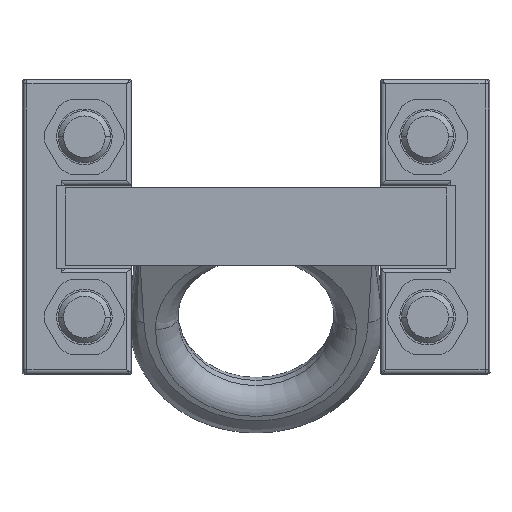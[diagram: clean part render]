
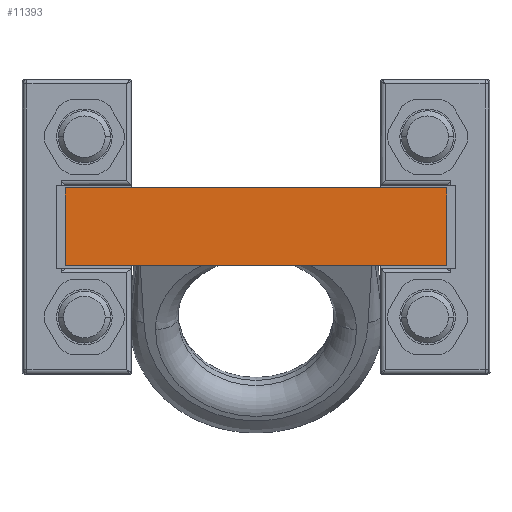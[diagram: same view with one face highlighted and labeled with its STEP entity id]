
A CAD part, front view. The second image highlights one B-rep face of the part: STEP entity #11393.
In plain terms, the highlighted planar face has unit normal (0, -1, 0).
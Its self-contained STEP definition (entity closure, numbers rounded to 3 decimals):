
#11299=DIRECTION('',(0.,0.,-1.));
#11300=VECTOR('',#11299,45.);
#11301=CARTESIAN_POINT('',(-110.,0.,22.5));
#11302=LINE('',#11301,#11300);
#11315=DIRECTION('',(1.,0.,0.));
#11316=VECTOR('',#11315,220.);
#11317=CARTESIAN_POINT('',(-110.,0.,22.5));
#11318=LINE('',#11317,#11316);
#11327=DIRECTION('',(1.,0.,0.));
#11328=VECTOR('',#11327,220.);
#11329=CARTESIAN_POINT('',(-110.,0.,-22.5));
#11330=LINE('',#11329,#11328);
#11331=DIRECTION('',(0.,0.,-1.));
#11332=VECTOR('',#11331,45.);
#11333=CARTESIAN_POINT('',(110.,0.,22.5));
#11334=LINE('',#11333,#11332);
#11347=CARTESIAN_POINT('',(-110.,0.,22.5));
#11348=CARTESIAN_POINT('',(-110.,0.,-22.5));
#11349=VERTEX_POINT('',#11347);
#11350=VERTEX_POINT('',#11348);
#11355=CARTESIAN_POINT('',(110.,0.,22.5));
#11356=CARTESIAN_POINT('',(110.,0.,-22.5));
#11357=VERTEX_POINT('',#11355);
#11358=VERTEX_POINT('',#11356);
#11379=CARTESIAN_POINT('',(-110.,0.,22.5));
#11380=DIRECTION('',(0.,-1.,0.));
#11381=DIRECTION('',(0.,0.,-1.));
#11382=AXIS2_PLACEMENT_3D('',#11379,#11380,#11381);
#11383=PLANE('',#11382);
#11384=ORIENTED_EDGE('',*,*,#11368,.F.);
#11386=ORIENTED_EDGE('',*,*,#11385,.T.);
#11388=ORIENTED_EDGE('',*,*,#11387,.T.);
#11390=ORIENTED_EDGE('',*,*,#11389,.F.);
#11391=EDGE_LOOP('',(#11384,#11386,#11388,#11390));
#11392=FACE_OUTER_BOUND('',#11391,.F.);
#11393=ADVANCED_FACE('',(#11392),#11383,.T.);
#11368=EDGE_CURVE('',#11349,#11350,#11302,.T.);
#11385=EDGE_CURVE('',#11349,#11357,#11318,.T.);
#11387=EDGE_CURVE('',#11357,#11358,#11334,.T.);
#11389=EDGE_CURVE('',#11350,#11358,#11330,.T.);
